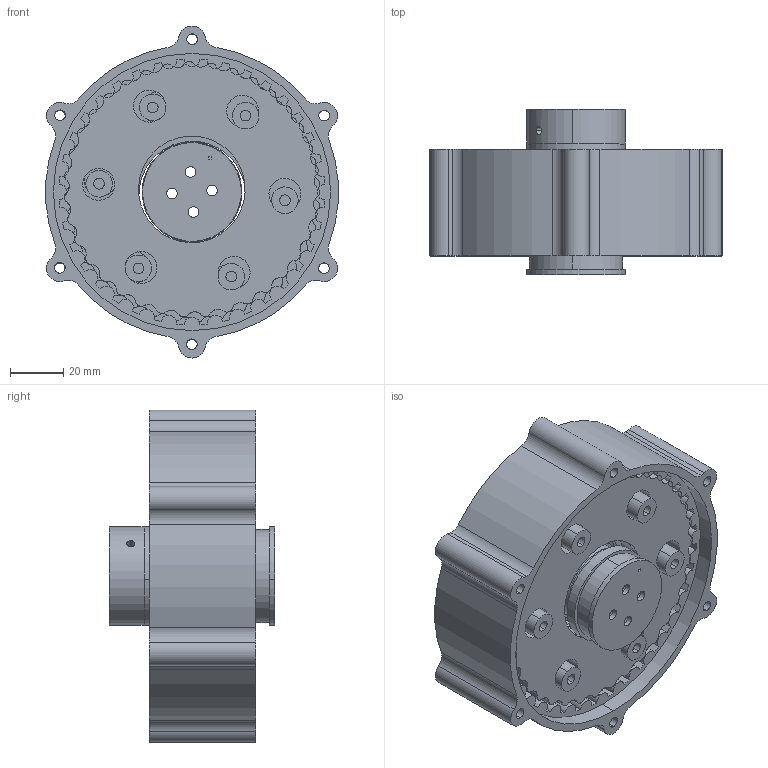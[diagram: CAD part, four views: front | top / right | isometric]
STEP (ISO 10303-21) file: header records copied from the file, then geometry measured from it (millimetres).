
FILE_DESCRIPTION (( 'STEP AP214' ), '1' );
FILE_NAME ('cycloidal.STEP', '2024-03-14T14:23:25', ( '' ), ( '' ), 'SwSTEP 2.0', 'SolidWorks 2023', '' );
FILE_SCHEMA (( 'AUTOMOTIVE_DESIGN' ));
Length unit declared in the file: millimetre
Products named in the file (16): cycloidal; upper concentric abut; SKF_AXK 5578 + AS 5578 + LS 5578_PART3; SKF_AXK 5578 + AS 5578 + LS 5578_PART2; eccentric nut; SKF_AXK 5578 + AS 5578 + LS 5578; outer case; Cycloidal wheel_Domyślna; output disc; concentric shaft; SKF_AXK 5578 + AS 5578 + LS 5578_PART1; eccentric abutment; Concentric abutment 2; motor coupler; Concentric abutment; SKF_AXK 5578 + AS 5578 + LS 5578_PART4
Assembly tree (65 placements, depth 3):
  cycloidal
    Cycloidal wheel_Domyślna  x2
    outer case
    SKF_AXK 5578 + AS 5578 + LS 5578
      SKF_AXK 5578 + AS 5578 + LS 5578_PART4  x44
      SKF_AXK 5578 + AS 5578 + LS 5578_PART3
      SKF_AXK 5578 + AS 5578 + LS 5578_PART2
      SKF_AXK 5578 + AS 5578 + LS 5578_PART1
    output disc
    eccentric nut  x2
    eccentric abutment  x4
    Concentric abutment
    Concentric abutment 2
    concentric shaft  x2
    upper concentric abut  x2
    motor coupler
Bounding box: 109.72 x 62 x 124.6 mm (x, y, z)
Volume: 293177.2 mm3; surface area: 155054.9 mm2
Topology: 64 solids, 64 shells, 786 faces, 1896 edges, 1260 vertices
Faces by surface type: cylinder 522, plane 192, bspline 70, cone 2
Entity records: 21854 total; most frequent: CARTESIAN_POINT 9760, DIRECTION 2636, ORIENTED_EDGE 2268, EDGE_CURVE 1134, AXIS2_PLACEMENT_3D 1120, VERTEX_POINT 752, CIRCLE 660, EDGE_LOOP 554
